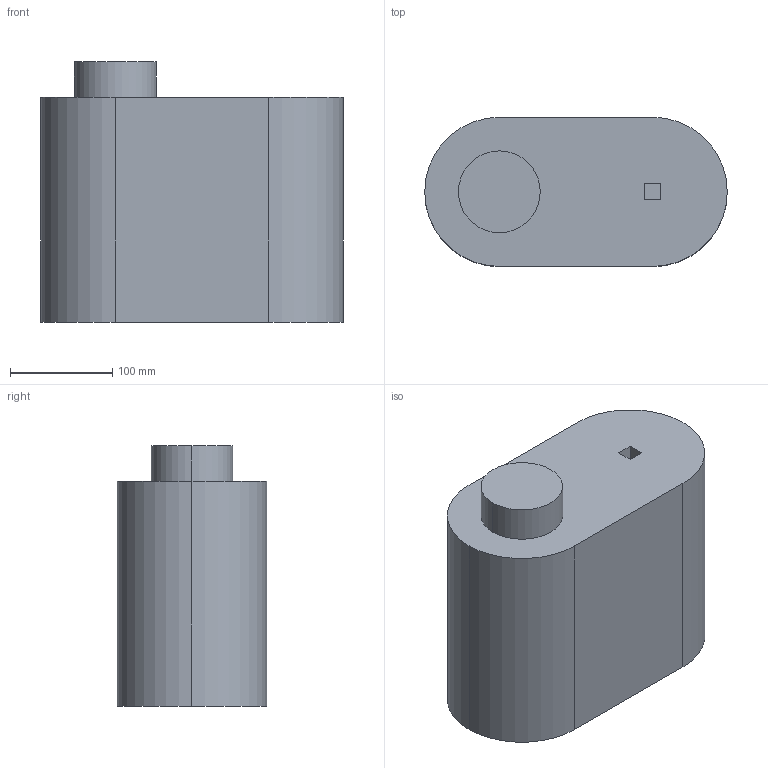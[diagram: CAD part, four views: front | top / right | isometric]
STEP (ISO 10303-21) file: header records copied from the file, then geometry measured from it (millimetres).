
FILE_DESCRIPTION (( 'STEP AP203' ), '1' );
FILE_NAME ('Link2_默认_sldprt.STEP', '2018-11-24T08:41:52', ( '' ), ( '' ), 'SwSTEP 2.0', 'SolidWorks 2014', '' );
FILE_SCHEMA (( 'CONFIG_CONTROL_DESIGN' ));
Length unit declared in the file: millimetre
Products named in the file (1): Link2_默认_sldprt
Bounding box: 296 x 146 x 255 mm (x, y, z)
Volume: 8625869.6 mm3; surface area: 265787.5 mm2
Topology: 1 solids, 1 shells, 15 faces, 33 edges, 22 vertices
Faces by surface type: plane 10, cylinder 5
Entity records: 494 total; most frequent: DIRECTION 75, CARTESIAN_POINT 71, ORIENTED_EDGE 66, EDGE_CURVE 33, AXIS2_PLACEMENT_3D 26, LINE 23, VECTOR 23, VERTEX_POINT 22
